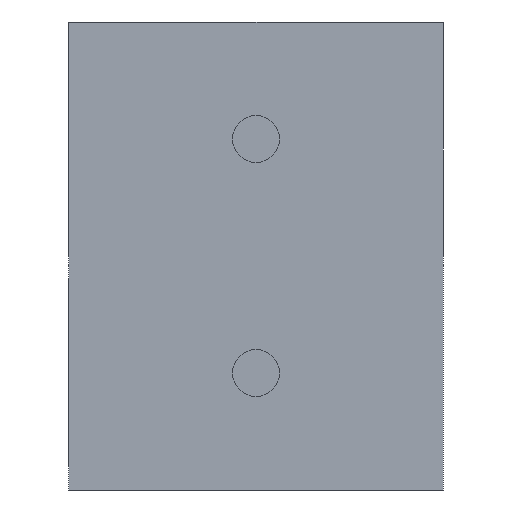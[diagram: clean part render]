
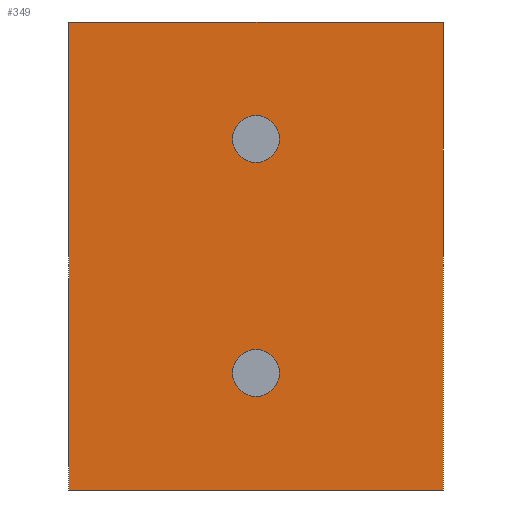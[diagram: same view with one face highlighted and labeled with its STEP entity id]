
A CAD part, front view. The second image highlights one B-rep face of the part: STEP entity #349.
In plain terms, the highlighted planar face has unit normal (0, -1, 0).
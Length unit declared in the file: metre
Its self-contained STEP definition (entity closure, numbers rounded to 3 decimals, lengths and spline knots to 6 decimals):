
#14=CIRCLE('',#385,0.0005);
#15=CIRCLE('',#386,0.0005);
#30=ORIENTED_EDGE('',*,*,#122,.F.);
#31=ORIENTED_EDGE('',*,*,#123,.F.);
#32=ORIENTED_EDGE('',*,*,#124,.T.);
#33=ORIENTED_EDGE('',*,*,#125,.F.);
#34=ORIENTED_EDGE('',*,*,#126,.F.);
#35=ORIENTED_EDGE('',*,*,#113,.T.);
#113=EDGE_CURVE('',#156,#159,#191,.T.);
#122=EDGE_CURVE('',#168,#168,#14,.T.);
#123=EDGE_CURVE('',#169,#169,#15,.T.);
#124=EDGE_CURVE('',#159,#170,#200,.T.);
#125=EDGE_CURVE('',#171,#170,#201,.T.);
#126=EDGE_CURVE('',#156,#171,#202,.T.);
#156=VERTEX_POINT('',#508);
#159=VERTEX_POINT('',#513);
#168=VERTEX_POINT('',#533);
#169=VERTEX_POINT('',#535);
#170=VERTEX_POINT('',#537);
#171=VERTEX_POINT('',#539);
#191=LINE('',#514,#233);
#200=LINE('',#536,#242);
#201=LINE('',#538,#243);
#202=LINE('',#540,#244);
#233=VECTOR('',#416,1.);
#242=VECTOR('',#431,1.);
#243=VECTOR('',#432,1.);
#244=VECTOR('',#433,1.);
#275=EDGE_LOOP('',(#30));
#276=EDGE_LOOP('',(#31));
#277=EDGE_LOOP('',(#32,#33,#34,#35));
#303=FACE_BOUND('',#275,.T.);
#304=FACE_BOUND('',#276,.T.);
#305=FACE_BOUND('',#277,.T.);
#329=PLANE('',#384);
#349=ADVANCED_FACE('',(#303,#304,#305),#329,.F.);
#384=AXIS2_PLACEMENT_3D('',#531,#425,#426);
#385=AXIS2_PLACEMENT_3D('',#532,#427,#428);
#386=AXIS2_PLACEMENT_3D('',#534,#429,#430);
#416=DIRECTION('',(0.,0.,-1.));
#425=DIRECTION('',(0.,1.,0.));
#426=DIRECTION('',(0.,0.,1.));
#427=DIRECTION('',(0.,-1.,0.));
#428=DIRECTION('',(0.,0.,-1.));
#429=DIRECTION('',(0.,-1.,0.));
#430=DIRECTION('',(0.,0.,-1.));
#431=DIRECTION('',(1.,0.,0.));
#432=DIRECTION('',(0.,0.,-1.));
#433=DIRECTION('',(1.,0.,0.));
#508=CARTESIAN_POINT('',(0.,0.,0.01));
#513=CARTESIAN_POINT('',(0.,0.,0.));
#514=CARTESIAN_POINT('',(0.,0.,0.01));
#531=CARTESIAN_POINT('',(0.004,0.,0.01));
#532=CARTESIAN_POINT('',(0.004,0.,0.0025));
#533=CARTESIAN_POINT('',(0.004,0.,0.002));
#534=CARTESIAN_POINT('',(0.004,0.,0.0075));
#535=CARTESIAN_POINT('',(0.004,0.,0.007));
#536=CARTESIAN_POINT('',(0.004,0.,0.));
#537=CARTESIAN_POINT('',(0.008,0.,0.));
#538=CARTESIAN_POINT('',(0.008,0.,0.01));
#539=CARTESIAN_POINT('',(0.008,0.,0.01));
#540=CARTESIAN_POINT('',(0.004,0.,0.01));
